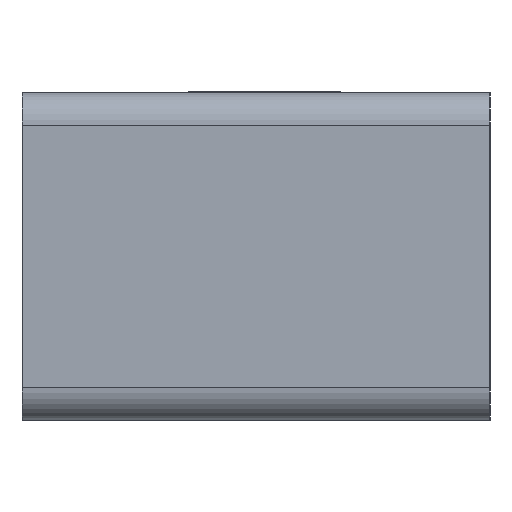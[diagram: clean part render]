
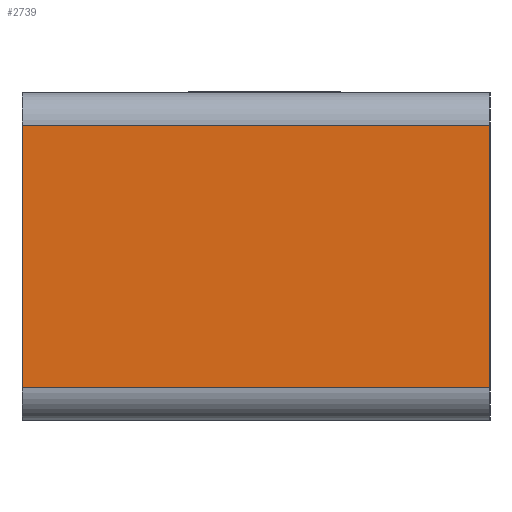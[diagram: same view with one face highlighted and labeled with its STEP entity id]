
A CAD part, left-side view. The second image highlights one B-rep face of the part: STEP entity #2739.
In plain terms, the highlighted planar face has unit normal (-1, 0, 0).
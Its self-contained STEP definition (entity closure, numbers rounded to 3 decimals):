
#2739 = ADVANCED_FACE('',(#2740),#2774,.F.);
#2740 = FACE_BOUND('',#2741,.F.);
#2741 = EDGE_LOOP('',(#2742,#2752,#2760,#2768));
#2742 = ORIENTED_EDGE('',*,*,#2743,.F.);
#2743 = EDGE_CURVE('',#2744,#2746,#2748,.T.);
#2744 = VERTEX_POINT('',#2745);
#2745 = CARTESIAN_POINT('',(-0.5,-0.25,0.035));
#2746 = VERTEX_POINT('',#2747);
#2747 = CARTESIAN_POINT('',(-0.5,-0.25,0.315));
#2748 = LINE('',#2749,#2750);
#2749 = CARTESIAN_POINT('',(-0.5,-0.25,0.));
#2750 = VECTOR('',#2751,1.);
#2751 = DIRECTION('',(0.,0.,1.));
#2752 = ORIENTED_EDGE('',*,*,#2753,.T.);
#2753 = EDGE_CURVE('',#2744,#2754,#2756,.T.);
#2754 = VERTEX_POINT('',#2755);
#2755 = CARTESIAN_POINT('',(-0.5,0.25,0.035));
#2756 = LINE('',#2757,#2758);
#2757 = CARTESIAN_POINT('',(-0.5,-0.25,0.035));
#2758 = VECTOR('',#2759,1.);
#2759 = DIRECTION('',(0.,1.,0.));
#2760 = ORIENTED_EDGE('',*,*,#2761,.T.);
#2761 = EDGE_CURVE('',#2754,#2762,#2764,.T.);
#2762 = VERTEX_POINT('',#2763);
#2763 = CARTESIAN_POINT('',(-0.5,0.25,0.315));
#2764 = LINE('',#2765,#2766);
#2765 = CARTESIAN_POINT('',(-0.5,0.25,0.));
#2766 = VECTOR('',#2767,1.);
#2767 = DIRECTION('',(0.,0.,1.));
#2768 = ORIENTED_EDGE('',*,*,#2769,.F.);
#2769 = EDGE_CURVE('',#2746,#2762,#2770,.T.);
#2770 = LINE('',#2771,#2772);
#2771 = CARTESIAN_POINT('',(-0.5,-0.25,0.315));
#2772 = VECTOR('',#2773,1.);
#2773 = DIRECTION('',(0.,1.,0.));
#2774 = PLANE('',#2775);
#2775 = AXIS2_PLACEMENT_3D('',#2776,#2777,#2778);
#2776 = CARTESIAN_POINT('',(-0.5,-0.25,0.));
#2777 = DIRECTION('',(1.,0.,0.));
#2778 = DIRECTION('',(0.,0.,1.));
